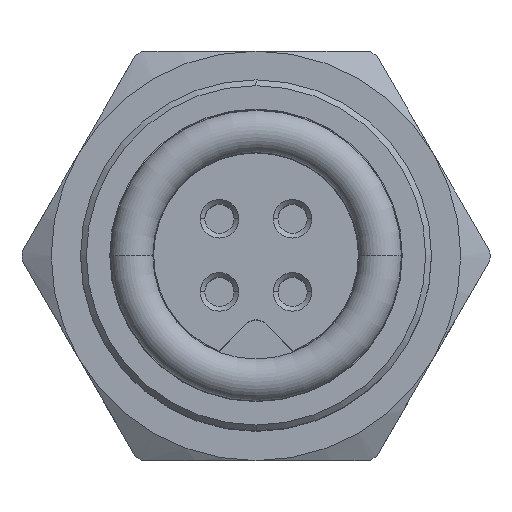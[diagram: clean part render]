
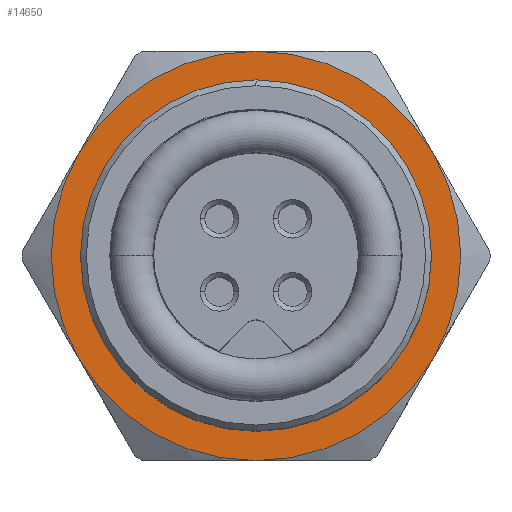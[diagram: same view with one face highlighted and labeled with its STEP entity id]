
A CAD part, top view. The second image highlights one B-rep face of the part: STEP entity #14650.
In plain terms, the highlighted face is planar.
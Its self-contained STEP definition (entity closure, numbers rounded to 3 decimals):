
#2640=CARTESIAN_POINT('',(0.,0.5,3.5));
#2650=VERTEX_POINT('',#2640);
#3870=CARTESIAN_POINT('',(0.,0.5,-3.5));
#3880=VERTEX_POINT('',#3870);
#3910=CARTESIAN_POINT('',(0.,0.5,0.));
#3920=DIRECTION('',(0.,1.,0.));
#3930=DIRECTION('',(0.,0.,1.));
#3940=AXIS2_PLACEMENT_3D('',#3910,#3920,#3930);
#3950=CIRCLE('',#3940,3.5);
#3960=CARTESIAN_POINT('',(3.031,0.5,
-1.75));
#3970=VERTEX_POINT('',#3960);
#3980=EDGE_CURVE('',#3970,#3880,#3950,.T.);
#4240=CARTESIAN_POINT('',(0.,0.5,0.));
#4250=DIRECTION('',(0.,1.,0.));
#4260=DIRECTION('',(0.,0.,1.));
#4270=AXIS2_PLACEMENT_3D('',#4240,#4250,#4260);
#4280=CIRCLE('',#4270,3.5);
#4290=CARTESIAN_POINT('',(-3.031,0.5,
1.75));
#4300=VERTEX_POINT('',#4290);
#4310=EDGE_CURVE('',#4300,#2650,#4280,.T.);
#9180=CARTESIAN_POINT('',(3.031,0.5,1.75));
#9190=VERTEX_POINT('',#9180);
#9570=CARTESIAN_POINT('',(0.,0.5,3.));
#9580=VERTEX_POINT('',#9570);
#9740=CARTESIAN_POINT('',(0.,0.5,-3.));
#9750=VERTEX_POINT('',#9740);
#9780=CARTESIAN_POINT('',(0.,0.5,0.));
#9790=DIRECTION('',(0.,1.,0.));
#9800=DIRECTION('',(0.,0.,1.));
#9810=AXIS2_PLACEMENT_3D('',#9780,#9790,#9800);
#9820=CIRCLE('',#9810,3.);
#9830=EDGE_CURVE('',#9750,#9580,#9820,.T.);
#13590=CARTESIAN_POINT('',(0.,0.5,0.));
#13600=DIRECTION('',(0.,1.,0.));
#13610=DIRECTION('',(0.,0.,1.));
#13620=AXIS2_PLACEMENT_3D('',#13590,#13600,#13610);
#13630=CIRCLE('',#13620,3.5);
#13640=EDGE_CURVE('',#2650,#9190,#13630,.T.);
#14270=CARTESIAN_POINT('',(0.,0.5,3.25));
#14280=DIRECTION('',(0.,-1.,0.));
#14290=DIRECTION('',(0.,0.,-1.));
#14300=AXIS2_PLACEMENT_3D('',#14270,#14280,#14290);
#14310=PLANE('',#14300);
#14320=EDGE_CURVE('',#9580,#9750,#9820,.T.);
#14330=ORIENTED_EDGE('',*,*,#14320,.T.);
#14340=ORIENTED_EDGE('',*,*,#9830,.T.);
#14350=EDGE_LOOP('',(#14340,#14330));
#14360=FACE_BOUND('',#14350,.T.);
#14370=CARTESIAN_POINT('',(0.,0.5,0.));
#14380=DIRECTION('',(0.,1.,0.));
#14390=DIRECTION('',(0.,0.,1.));
#14400=AXIS2_PLACEMENT_3D('',#14370,#14380,#14390);
#14410=CIRCLE('',#14400,3.5);
#14420=EDGE_CURVE('',#9190,#3970,#14410,.T.);
#14430=ORIENTED_EDGE('',*,*,#14420,.F.);
#14440=ORIENTED_EDGE('',*,*,#3980,.F.);
#14450=CARTESIAN_POINT('',(0.,0.5,0.));
#14460=DIRECTION('',(0.,1.,0.));
#14470=DIRECTION('',(0.,0.,1.));
#14480=AXIS2_PLACEMENT_3D('',#14450,#14460,#14470);
#14490=CIRCLE('',#14480,3.5);
#14500=CARTESIAN_POINT('',(-3.031,0.5,
-1.75));
#14510=VERTEX_POINT('',#14500);
#14520=EDGE_CURVE('',#3880,#14510,#14490,.T.);
#14530=ORIENTED_EDGE('',*,*,#14520,.F.);
#14540=CARTESIAN_POINT('',(0.,0.5,0.));
#14550=DIRECTION('',(0.,1.,0.));
#14560=DIRECTION('',(0.,0.,1.));
#14570=AXIS2_PLACEMENT_3D('',#14540,#14550,#14560);
#14580=CIRCLE('',#14570,3.5);
#14590=EDGE_CURVE('',#14510,#4300,#14580,.T.);
#14600=ORIENTED_EDGE('',*,*,#14590,.F.);
#14610=ORIENTED_EDGE('',*,*,#4310,.F.);
#14620=ORIENTED_EDGE('',*,*,#13640,.F.);
#14630=EDGE_LOOP('',(#14620,#14610,#14600,#14530,#14440,#14430));
#14640=FACE_OUTER_BOUND('',#14630,.T.);
#14650=ADVANCED_FACE('',(#14360,#14640),#14310,.T.);
